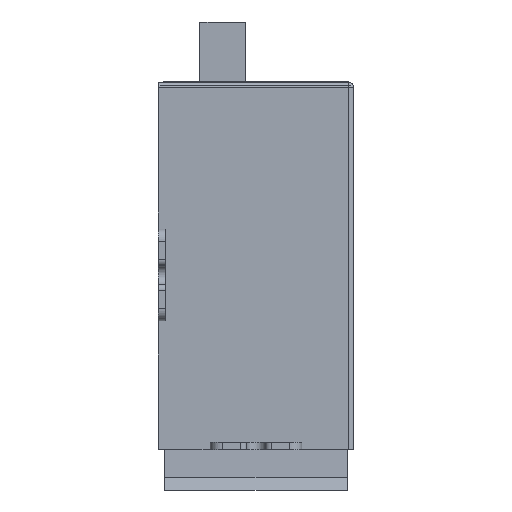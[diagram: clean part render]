
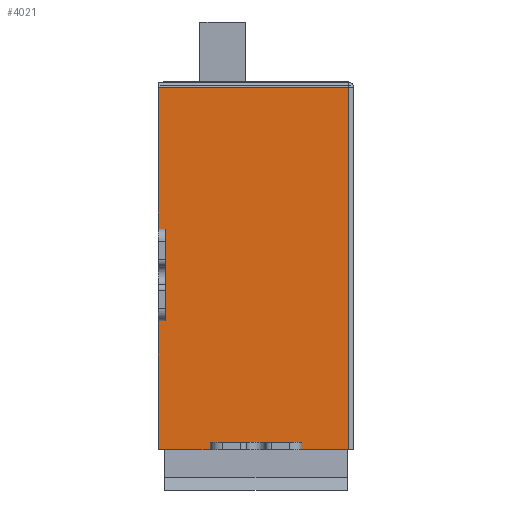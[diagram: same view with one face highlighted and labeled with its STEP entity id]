
A CAD part, front view. The second image highlights one B-rep face of the part: STEP entity #4021.
In plain terms, the highlighted planar face has unit normal (0, -1, 0).
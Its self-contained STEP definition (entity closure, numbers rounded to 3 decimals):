
#470 = CARTESIAN_POINT ( 'NONE',  ( -20.3, -50.8, 37.1 ) ) ;
#471 = CARTESIAN_POINT ( 'NONE',  ( -20.3, -50.8, 7.7 ) ) ;
#484 = CARTESIAN_POINT ( 'NONE',  ( -20.3, -50.8, -38.1 ) ) ;
#485 = CARTESIAN_POINT ( 'NONE',  ( -20.3, -50.8, -11.35 ) ) ;
#496 = CARTESIAN_POINT ( 'NONE',  ( 19.3, -50.8, 37.1 ) ) ;
#497 = CARTESIAN_POINT ( 'NONE',  ( 19.3, -50.8, -38.1 ) ) ;
#498 = CARTESIAN_POINT ( 'NONE',  ( -18.8, -50.8, 7.7 ) ) ;
#499 = CARTESIAN_POINT ( 'NONE',  ( -18.8, -50.8, -11.35 ) ) ;
#500 = CARTESIAN_POINT ( 'NONE',  ( -9.525, -50.8, -38.1 ) ) ;
#501 = CARTESIAN_POINT ( 'NONE',  ( -9.525, -50.8, -36.6 ) ) ;
#502 = CARTESIAN_POINT ( 'NONE',  ( 9.525, -50.8, -36.6 ) ) ;
#503 = CARTESIAN_POINT ( 'NONE',  ( 9.525, -50.8, -38.1 ) ) ;
#1287 = ORIENTED_EDGE ( 'NONE', *, *, #28038, .F. ) ;
#1288 = ORIENTED_EDGE ( 'NONE', *, *, #28010, .T. ) ;
#1289 = ORIENTED_EDGE ( 'NONE', *, *, #28037, .T. ) ;
#1290 = ORIENTED_EDGE ( 'NONE', *, *, #28039, .F. ) ;
#1291 = ORIENTED_EDGE ( 'NONE', *, *, #28041, .T. ) ;
#1292 = ORIENTED_EDGE ( 'NONE', *, *, #28040, .T. ) ;
#1293 = ORIENTED_EDGE ( 'NONE', *, *, #28025, .T. ) ;
#1294 = ORIENTED_EDGE ( 'NONE', *, *, #28042, .T. ) ;
#1295 = ORIENTED_EDGE ( 'NONE', *, *, #28044, .T. ) ;
#1296 = ORIENTED_EDGE ( 'NONE', *, *, #28043, .F. ) ;
#1297 = ORIENTED_EDGE ( 'NONE', *, *, #28045, .T. ) ;
#1298 = ORIENTED_EDGE ( 'NONE', *, *, #28046, .T. ) ;
#2980 = VERTEX_POINT ( 'NONE', #470 ) ;
#2981 = VERTEX_POINT ( 'NONE', #471 ) ;
#2994 = VERTEX_POINT ( 'NONE', #484 ) ;
#2995 = VERTEX_POINT ( 'NONE', #485 ) ;
#3006 = VERTEX_POINT ( 'NONE', #496 ) ;
#3007 = VERTEX_POINT ( 'NONE', #497 ) ;
#3008 = VERTEX_POINT ( 'NONE', #498 ) ;
#3009 = VERTEX_POINT ( 'NONE', #499 ) ;
#3010 = VERTEX_POINT ( 'NONE', #500 ) ;
#3011 = VERTEX_POINT ( 'NONE', #501 ) ;
#3012 = VERTEX_POINT ( 'NONE', #502 ) ;
#3013 = VERTEX_POINT ( 'NONE', #503 ) ;
#4021 = ADVANCED_FACE ( 'NONE', ( #16646 ), #18322, .F. ) ;
#7324 = EDGE_LOOP ( 'NONE', ( #1287, #1289, #1288, #1290, #1292, #1291, #1293, #1294, #1296, #1295, #1297, #1298 ) ) ;
#16646 = FACE_OUTER_BOUND ( 'NONE', #7324, .T. ) ;
#18322 = PLANE ( 'NONE',  #22974 ) ;
#18323 = CARTESIAN_POINT ( 'NONE',  ( -20.3, -50.8, 38.1 ) ) ;
#18324 = DIRECTION ( 'NONE',  ( 0., 1., 0. ) ) ;
#18325 = DIRECTION ( 'NONE',  ( 0., 0., 1. ) ) ;
#19712 = LINE ( 'NONE', #24793, #20438 ) ;
#19721 = LINE ( 'NONE', #24829, #20459 ) ;
#19728 = LINE ( 'NONE', #24858, #20473 ) ;
#19729 = LINE ( 'NONE', #24860, #20475 ) ;
#19730 = LINE ( 'NONE', #24862, #20476 ) ;
#19731 = LINE ( 'NONE', #24864, #20477 ) ;
#19732 = LINE ( 'NONE', #24866, #20478 ) ;
#19733 = LINE ( 'NONE', #24868, #20479 ) ;
#19734 = LINE ( 'NONE', #24870, #20480 ) ;
#19735 = LINE ( 'NONE', #24872, #20481 ) ;
#19736 = LINE ( 'NONE', #24874, #20482 ) ;
#19737 = LINE ( 'NONE', #24876, #20483 ) ;
#20438 = VECTOR ( 'NONE', #24794, 1000. ) ;
#20459 = VECTOR ( 'NONE', #24830, 1000. ) ;
#20473 = VECTOR ( 'NONE', #24859, 1000. ) ;
#20475 = VECTOR ( 'NONE', #24861, 1000. ) ;
#20476 = VECTOR ( 'NONE', #24863, 1000. ) ;
#20477 = VECTOR ( 'NONE', #24865, 1000. ) ;
#20478 = VECTOR ( 'NONE', #24867, 1000. ) ;
#20479 = VECTOR ( 'NONE', #24869, 1000. ) ;
#20480 = VECTOR ( 'NONE', #24871, 1000. ) ;
#20481 = VECTOR ( 'NONE', #24873, 1000. ) ;
#20482 = VECTOR ( 'NONE', #24875, 1000. ) ;
#20483 = VECTOR ( 'NONE', #24877, 1000. ) ;
#22974 = AXIS2_PLACEMENT_3D ( 'NONE', #18323, #18324, #18325 ) ;
#24793 = CARTESIAN_POINT ( 'NONE',  ( -20.3, -50.8, 38.1 ) ) ;
#24794 = DIRECTION ( 'NONE',  ( 0., 0., -1. ) ) ;
#24829 = CARTESIAN_POINT ( 'NONE',  ( -20.3, -50.8, 38.1 ) ) ;
#24830 = DIRECTION ( 'NONE',  ( 0., 0., -1. ) ) ;
#24858 = CARTESIAN_POINT ( 'NONE',  ( -20.3, -50.8, 37.1 ) ) ;
#24859 = DIRECTION ( 'NONE',  ( -1., 0., 0. ) ) ;
#24860 = CARTESIAN_POINT ( 'NONE',  ( 19.3, -50.8, 38.1 ) ) ;
#24861 = DIRECTION ( 'NONE',  ( 0., 0., -1. ) ) ;
#24862 = CARTESIAN_POINT ( 'NONE',  ( -18.8, -50.8, 7.7 ) ) ;
#24863 = DIRECTION ( 'NONE',  ( -1., 0., 0. ) ) ;
#24864 = CARTESIAN_POINT ( 'NONE',  ( -18.8, -50.8, -11.35 ) ) ;
#24865 = DIRECTION ( 'NONE',  ( 0., 0., -1. ) ) ;
#24866 = CARTESIAN_POINT ( 'NONE',  ( -18.8, -50.8, -11.35 ) ) ;
#24867 = DIRECTION ( 'NONE',  ( -1., 0., 0. ) ) ;
#24868 = CARTESIAN_POINT ( 'NONE',  ( -20.3, -50.8, -38.1 ) ) ;
#24869 = DIRECTION ( 'NONE',  ( 1., 0., 0. ) ) ;
#24870 = CARTESIAN_POINT ( 'NONE',  ( -9.525, -50.8, -36.6 ) ) ;
#24871 = DIRECTION ( 'NONE',  ( 0., 0., -1. ) ) ;
#24872 = CARTESIAN_POINT ( 'NONE',  ( 9.525, -50.8, -36.6 ) ) ;
#24873 = DIRECTION ( 'NONE',  ( 1., 0., 0. ) ) ;
#24874 = CARTESIAN_POINT ( 'NONE',  ( 9.525, -50.8, -36.6 ) ) ;
#24875 = DIRECTION ( 'NONE',  ( 0., 0., -1. ) ) ;
#24876 = CARTESIAN_POINT ( 'NONE',  ( -20.3, -50.8, -38.1 ) ) ;
#24877 = DIRECTION ( 'NONE',  ( 1., 0., 0. ) ) ;
#28010 = EDGE_CURVE ( 'NONE', #2980, #2981, #19712, .T. ) ;
#28025 = EDGE_CURVE ( 'NONE', #2995, #2994, #19721, .T. ) ;
#28037 = EDGE_CURVE ( 'NONE', #3006, #2980, #19728, .T. ) ;
#28038 = EDGE_CURVE ( 'NONE', #3006, #3007, #19729, .T. ) ;
#28039 = EDGE_CURVE ( 'NONE', #3008, #2981, #19730, .T. ) ;
#28040 = EDGE_CURVE ( 'NONE', #3008, #3009, #19731, .T. ) ;
#28041 = EDGE_CURVE ( 'NONE', #3009, #2995, #19732, .T. ) ;
#28042 = EDGE_CURVE ( 'NONE', #2994, #3010, #19733, .T. ) ;
#28043 = EDGE_CURVE ( 'NONE', #3011, #3010, #19734, .T. ) ;
#28044 = EDGE_CURVE ( 'NONE', #3011, #3012, #19735, .T. ) ;
#28045 = EDGE_CURVE ( 'NONE', #3012, #3013, #19736, .T. ) ;
#28046 = EDGE_CURVE ( 'NONE', #3013, #3007, #19737, .T. ) ;
